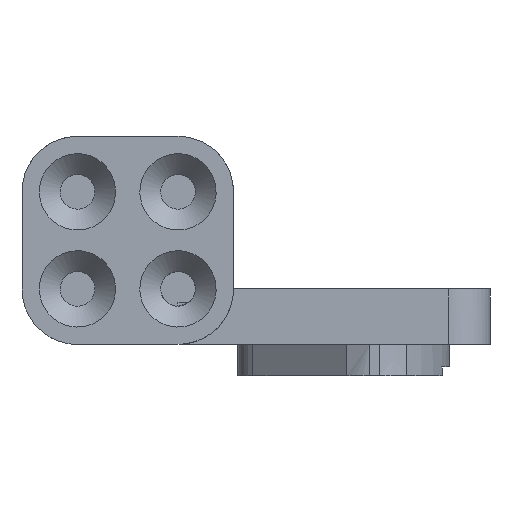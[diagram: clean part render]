
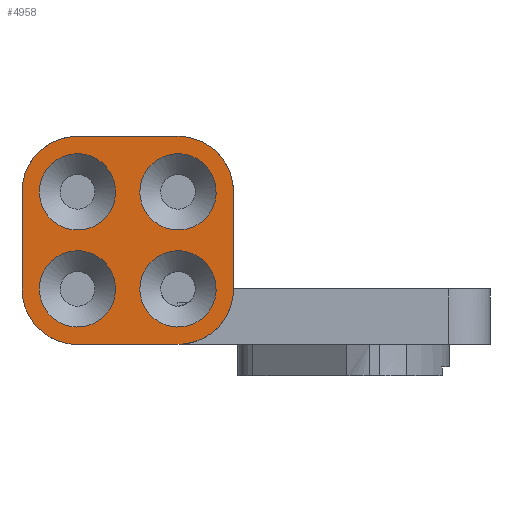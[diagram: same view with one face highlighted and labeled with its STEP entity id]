
A CAD part, front view. The second image highlights one B-rep face of the part: STEP entity #4958.
In plain terms, the highlighted free-form (B-spline) face has degree [1, 1] with [2, 2] control points.
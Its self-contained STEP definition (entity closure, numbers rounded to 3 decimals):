
#4433 = VERTEX_POINT('',#4434);
#4434 = CARTESIAN_POINT('',(6.483,-25.509,
    2.976));
#4439 = EDGE_CURVE('',#4440,#4433,#4442,.T.);
#4440 = VERTEX_POINT('',#4441);
#4441 = CARTESIAN_POINT('',(6.483,-25.509,
    -2.976));
#4442 = B_SPLINE_CURVE_WITH_KNOTS('',1,(#4443,#4444),.UNSPECIFIED.,.F.,
  .F.,(2,2),(-7.,0.),.PIECEWISE_BEZIER_KNOTS.);
#4443 = CARTESIAN_POINT('',(6.483,-25.509,
    -2.976));
#4444 = CARTESIAN_POINT('',(6.483,-25.509,
    2.976));
#4479 = VERTEX_POINT('',#4480);
#4480 = CARTESIAN_POINT('',(3.082,-25.509,
    6.377));
#4485 = EDGE_CURVE('',#4433,#4479,#4486,.T.);
#4486 = ( BOUNDED_CURVE() B_SPLINE_CURVE(2,(#4487,#4488,#4489),
.UNSPECIFIED.,.F.,.F.) B_SPLINE_CURVE_WITH_KNOTS((3,3),(4.712,
6.283),.PIECEWISE_BEZIER_KNOTS.) CURVE() 
GEOMETRIC_REPRESENTATION_ITEM() RATIONAL_B_SPLINE_CURVE((1.,
0.707,1.)) REPRESENTATION_ITEM('') );
#4487 = CARTESIAN_POINT('',(6.483,-25.509,
    2.976));
#4488 = CARTESIAN_POINT('',(6.483,-25.509,
    6.377));
#4489 = CARTESIAN_POINT('',(3.082,-25.509,
    6.377));
#4536 = VERTEX_POINT('',#4537);
#4537 = CARTESIAN_POINT('',(-3.082,-25.509,
    6.377));
#4542 = EDGE_CURVE('',#4479,#4536,#4543,.T.);
#4543 = B_SPLINE_CURVE_WITH_KNOTS('',1,(#4544,#4545),.UNSPECIFIED.,.F.,
  .F.,(2,2),(-7.25,0.),.PIECEWISE_BEZIER_KNOTS.);
#4544 = CARTESIAN_POINT('',(3.082,-25.509,
    6.377));
#4545 = CARTESIAN_POINT('',(-3.082,-25.509,
    6.377));
#4576 = VERTEX_POINT('',#4577);
#4577 = CARTESIAN_POINT('',(-6.483,-25.509,
    2.976));
#4582 = EDGE_CURVE('',#4536,#4576,#4583,.T.);
#4583 = ( BOUNDED_CURVE() B_SPLINE_CURVE(2,(#4584,#4585,#4586),
.UNSPECIFIED.,.F.,.F.) B_SPLINE_CURVE_WITH_KNOTS((3,3),(4.712,
6.283),.PIECEWISE_BEZIER_KNOTS.) CURVE() 
GEOMETRIC_REPRESENTATION_ITEM() RATIONAL_B_SPLINE_CURVE((1.,
0.707,1.)) REPRESENTATION_ITEM('') );
#4584 = CARTESIAN_POINT('',(-3.082,-25.509,
    6.377));
#4585 = CARTESIAN_POINT('',(-6.483,-25.509,
    6.377));
#4586 = CARTESIAN_POINT('',(-6.483,-25.509,
    2.976));
#4643 = VERTEX_POINT('',#4644);
#4644 = CARTESIAN_POINT('',(-5.421,-25.509,
    2.976));
#4651 = EDGE_CURVE('',#4643,#4643,#4652,.T.);
#4652 = ( BOUNDED_CURVE() B_SPLINE_CURVE(2,(#4653,#4654,#4655,#4656,
#4657,#4658,#4659),.UNSPECIFIED.,.T.,.F.) B_SPLINE_CURVE_WITH_KNOTS((3,2
    ,2,3),(3.142,5.236,7.33,9.425),
.PIECEWISE_BEZIER_KNOTS.) CURVE() GEOMETRIC_REPRESENTATION_ITEM() 
RATIONAL_B_SPLINE_CURVE((1.,0.5,1.,0.5,1.,0.5,1.)) REPRESENTATION_ITEM(
  '') );
#4653 = CARTESIAN_POINT('',(-5.421,-25.509,
    2.976));
#4654 = CARTESIAN_POINT('',(-5.421,-25.509,
    7.026));
#4655 = CARTESIAN_POINT('',(-1.913,-25.509,
    5.001));
#4656 = CARTESIAN_POINT('',(1.594,-25.509,
    2.976));
#4657 = CARTESIAN_POINT('',(-1.913,-25.509,
    0.951));
#4658 = CARTESIAN_POINT('',(-5.421,-25.509,
    -1.074));
#4659 = CARTESIAN_POINT('',(-5.421,-25.509,
    2.976));
#4684 = VERTEX_POINT('',#4685);
#4685 = CARTESIAN_POINT('',(-5.421,-25.509,
    -2.976));
#4692 = EDGE_CURVE('',#4684,#4684,#4693,.T.);
#4693 = ( BOUNDED_CURVE() B_SPLINE_CURVE(2,(#4694,#4695,#4696,#4697,
#4698,#4699,#4700),.UNSPECIFIED.,.T.,.F.) B_SPLINE_CURVE_WITH_KNOTS((3,2
    ,2,3),(3.142,5.236,7.33,9.425),
.PIECEWISE_BEZIER_KNOTS.) CURVE() GEOMETRIC_REPRESENTATION_ITEM() 
RATIONAL_B_SPLINE_CURVE((1.,0.5,1.,0.5,1.,0.5,1.)) REPRESENTATION_ITEM(
  '') );
#4694 = CARTESIAN_POINT('',(-5.421,-25.509,
    -2.976));
#4695 = CARTESIAN_POINT('',(-5.421,-25.509,
    1.074));
#4696 = CARTESIAN_POINT('',(-1.913,-25.509,
    -0.951));
#4697 = CARTESIAN_POINT('',(1.594,-25.509,
    -2.976));
#4698 = CARTESIAN_POINT('',(-1.913,-25.509,
    -5.001));
#4699 = CARTESIAN_POINT('',(-5.421,-25.509,
    -7.026));
#4700 = CARTESIAN_POINT('',(-5.421,-25.509,
    -2.976));
#4725 = VERTEX_POINT('',#4726);
#4726 = CARTESIAN_POINT('',(0.744,-25.509,
    2.976));
#4733 = EDGE_CURVE('',#4725,#4725,#4734,.T.);
#4734 = ( BOUNDED_CURVE() B_SPLINE_CURVE(2,(#4735,#4736,#4737,#4738,
#4739,#4740,#4741),.UNSPECIFIED.,.T.,.F.) B_SPLINE_CURVE_WITH_KNOTS((3,2
    ,2,3),(3.142,5.236,7.33,9.425),
.PIECEWISE_BEZIER_KNOTS.) CURVE() GEOMETRIC_REPRESENTATION_ITEM() 
RATIONAL_B_SPLINE_CURVE((1.,0.5,1.,0.5,1.,0.5,1.)) REPRESENTATION_ITEM(
  '') );
#4735 = CARTESIAN_POINT('',(0.744,-25.509,
    2.976));
#4736 = CARTESIAN_POINT('',(0.744,-25.509,
    7.026));
#4737 = CARTESIAN_POINT('',(4.251,-25.509,
    5.001));
#4738 = CARTESIAN_POINT('',(7.759,-25.509,
    2.976));
#4739 = CARTESIAN_POINT('',(4.251,-25.509,
    0.951));
#4740 = CARTESIAN_POINT('',(0.744,-25.509,
    -1.074));
#4741 = CARTESIAN_POINT('',(0.744,-25.509,
    2.976));
#4766 = VERTEX_POINT('',#4767);
#4767 = CARTESIAN_POINT('',(0.744,-25.509,
    -2.976));
#4774 = EDGE_CURVE('',#4766,#4766,#4775,.T.);
#4775 = ( BOUNDED_CURVE() B_SPLINE_CURVE(2,(#4776,#4777,#4778,#4779,
#4780,#4781,#4782),.UNSPECIFIED.,.T.,.F.) B_SPLINE_CURVE_WITH_KNOTS((3,2
    ,2,3),(3.142,5.236,7.33,9.425),
.PIECEWISE_BEZIER_KNOTS.) CURVE() GEOMETRIC_REPRESENTATION_ITEM() 
RATIONAL_B_SPLINE_CURVE((1.,0.5,1.,0.5,1.,0.5,1.)) REPRESENTATION_ITEM(
  '') );
#4776 = CARTESIAN_POINT('',(0.744,-25.509,
    -2.976));
#4777 = CARTESIAN_POINT('',(0.744,-25.509,
    1.074));
#4778 = CARTESIAN_POINT('',(4.251,-25.509,
    -0.951));
#4779 = CARTESIAN_POINT('',(7.759,-25.509,
    -2.976));
#4780 = CARTESIAN_POINT('',(4.251,-25.509,
    -5.001));
#4781 = CARTESIAN_POINT('',(0.744,-25.509,
    -7.026));
#4782 = CARTESIAN_POINT('',(0.744,-25.509,
    -2.976));
#4828 = VERTEX_POINT('',#4829);
#4829 = CARTESIAN_POINT('',(-6.483,-25.509,
    -2.976));
#4834 = EDGE_CURVE('',#4576,#4828,#4835,.T.);
#4835 = B_SPLINE_CURVE_WITH_KNOTS('',1,(#4836,#4837),.UNSPECIFIED.,.F.,
  .F.,(2,2),(-7.,0.),.PIECEWISE_BEZIER_KNOTS.);
#4836 = CARTESIAN_POINT('',(-6.483,-25.509,
    2.976));
#4837 = CARTESIAN_POINT('',(-6.483,-25.509,
    -2.976));
#4898 = EDGE_CURVE('',#4899,#4440,#4901,.T.);
#4899 = VERTEX_POINT('',#4900);
#4900 = CARTESIAN_POINT('',(3.082,-25.509,
    -6.377));
#4901 = ( BOUNDED_CURVE() B_SPLINE_CURVE(2,(#4902,#4903,#4904),
.UNSPECIFIED.,.F.,.F.) B_SPLINE_CURVE_WITH_KNOTS((3,3),(4.712,
6.283),.PIECEWISE_BEZIER_KNOTS.) CURVE() 
GEOMETRIC_REPRESENTATION_ITEM() RATIONAL_B_SPLINE_CURVE((1.,
0.707,1.)) REPRESENTATION_ITEM('') );
#4902 = CARTESIAN_POINT('',(3.082,-25.509,
    -6.377));
#4903 = CARTESIAN_POINT('',(6.483,-25.509,
    -6.377));
#4904 = CARTESIAN_POINT('',(6.483,-25.509,
    -2.976));
#4923 = EDGE_CURVE('',#4924,#4899,#4926,.T.);
#4924 = VERTEX_POINT('',#4925);
#4925 = CARTESIAN_POINT('',(-3.082,-25.509,
    -6.377));
#4926 = B_SPLINE_CURVE_WITH_KNOTS('',1,(#4927,#4928),.UNSPECIFIED.,.F.,
  .F.,(2,2),(-7.25,0.),.PIECEWISE_BEZIER_KNOTS.);
#4927 = CARTESIAN_POINT('',(-3.082,-25.509,
    -6.377));
#4928 = CARTESIAN_POINT('',(3.082,-25.509,
    -6.377));
#4945 = EDGE_CURVE('',#4828,#4924,#4946,.T.);
#4946 = ( BOUNDED_CURVE() B_SPLINE_CURVE(2,(#4947,#4948,#4949),
.UNSPECIFIED.,.F.,.F.) B_SPLINE_CURVE_WITH_KNOTS((3,3),(4.712,
6.283),.PIECEWISE_BEZIER_KNOTS.) CURVE() 
GEOMETRIC_REPRESENTATION_ITEM() RATIONAL_B_SPLINE_CURVE((1.,
0.707,1.)) REPRESENTATION_ITEM('') );
#4947 = CARTESIAN_POINT('',(-6.483,-25.509,
    -2.976));
#4948 = CARTESIAN_POINT('',(-6.483,-25.509,
    -6.377));
#4949 = CARTESIAN_POINT('',(-3.082,-25.509,
    -6.377));
#4958 = ADVANCED_FACE('',(#4959,#4969,#4972,#4975,#4978),#4981,.F.);
#4959 = FACE_BOUND('',#4960,.T.);
#4960 = EDGE_LOOP('',(#4961,#4962,#4963,#4964,#4965,#4966,#4967,#4968));
#4961 = ORIENTED_EDGE('',*,*,#4945,.T.);
#4962 = ORIENTED_EDGE('',*,*,#4923,.T.);
#4963 = ORIENTED_EDGE('',*,*,#4898,.T.);
#4964 = ORIENTED_EDGE('',*,*,#4439,.T.);
#4965 = ORIENTED_EDGE('',*,*,#4485,.T.);
#4966 = ORIENTED_EDGE('',*,*,#4542,.T.);
#4967 = ORIENTED_EDGE('',*,*,#4582,.T.);
#4968 = ORIENTED_EDGE('',*,*,#4834,.T.);
#4969 = FACE_BOUND('',#4970,.T.);
#4970 = EDGE_LOOP('',(#4971));
#4971 = ORIENTED_EDGE('',*,*,#4651,.T.);
#4972 = FACE_BOUND('',#4973,.T.);
#4973 = EDGE_LOOP('',(#4974));
#4974 = ORIENTED_EDGE('',*,*,#4692,.T.);
#4975 = FACE_BOUND('',#4976,.T.);
#4976 = EDGE_LOOP('',(#4977));
#4977 = ORIENTED_EDGE('',*,*,#4733,.T.);
#4978 = FACE_BOUND('',#4979,.T.);
#4979 = EDGE_LOOP('',(#4980));
#4980 = ORIENTED_EDGE('',*,*,#4774,.T.);
#4981 = B_SPLINE_SURFACE_WITH_KNOTS('',1,1,(
    (#4982,#4983)
    ,(#4984,#4985
  )),.UNSPECIFIED.,.F.,.F.,.F.,(2,2),(2,2),(-7.625,7.625),(-7.5,7.5),
  .PIECEWISE_BEZIER_KNOTS.);
#4982 = CARTESIAN_POINT('',(-6.483,-25.509,
    6.377));
#4983 = CARTESIAN_POINT('',(-6.483,-25.509,
    -6.377));
#4984 = CARTESIAN_POINT('',(6.483,-25.509,
    6.377));
#4985 = CARTESIAN_POINT('',(6.483,-25.509,
    -6.377));
